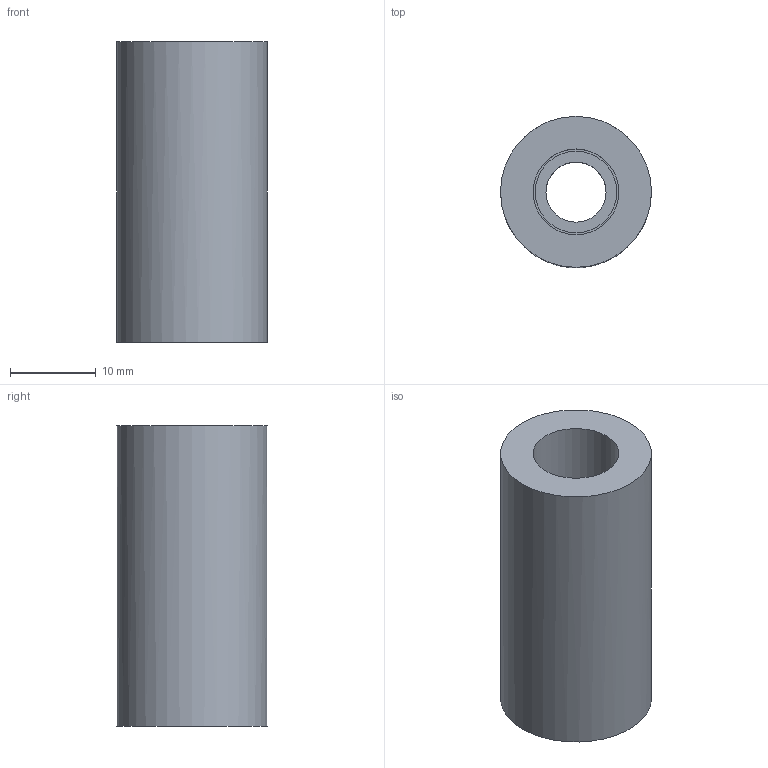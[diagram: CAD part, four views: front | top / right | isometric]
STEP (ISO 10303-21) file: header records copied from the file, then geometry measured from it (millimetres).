
FILE_DESCRIPTION(('FreeCAD Model'),'2;1');
FILE_NAME('Open CASCADE Shape Model','2025-01-19T12:22:48',(''),(''), 'Open CASCADE STEP processor 7.8','FreeCAD','Unknown');
FILE_SCHEMA(('AUTOMOTIVE_DESIGN { 1 0 10303 214 1 1 1 1 }'));
Length unit declared in the file: millimetre
Products named in the file (1): finished cylinder
Bounding box: 17.6 x 17.6 x 35 mm (x, y, z)
Volume: 6403.4 mm3; surface area: 3296.7 mm2
Topology: 1 solids, 1 shells, 13 faces, 27 edges, 18 vertices
Faces by surface type: plane 8, cylinder 5
Full cylindrical faces by diameter (mm): 7 x1, 9.5 x2, 10 x1, 17.6 x1
Entity records: 741 total; most frequent: DIRECTION 126, CARTESIAN_POINT 119, ORIENTED_EDGE 54, PCURVE 54, DEFINITIONAL_REPRESENTATION 54, LINE 45, VECTOR 45, CIRCLE 35
